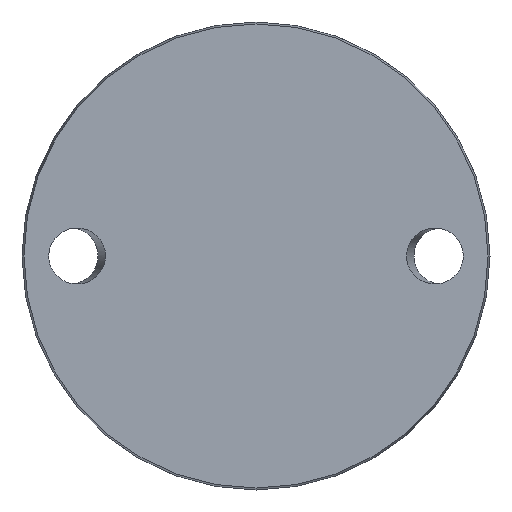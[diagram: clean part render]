
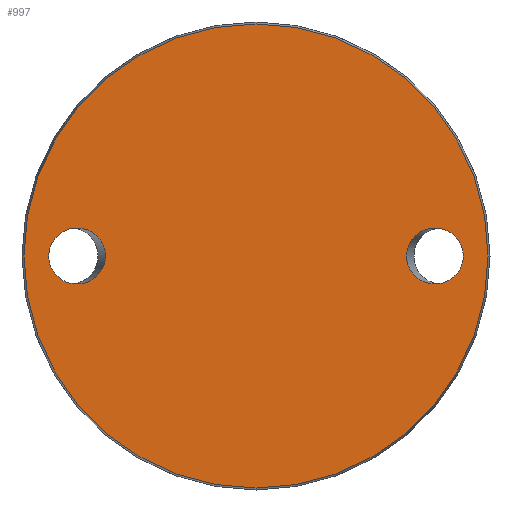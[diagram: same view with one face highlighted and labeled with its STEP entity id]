
A CAD part, front view. The second image highlights one B-rep face of the part: STEP entity #997.
In plain terms, the highlighted planar face has unit normal (0, -1, 0).
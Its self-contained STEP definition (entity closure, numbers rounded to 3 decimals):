
#17 = CARTESIAN_POINT ( 'NONE',  ( -61.115, 0., 0. ) ) ;
#94 = CARTESIAN_POINT ( 'NONE',  ( -61.115, 0., 0. ) ) ;
#97 = VERTEX_POINT ( 'NONE', #412 ) ;
#99 =( BOUNDED_CURVE ( )  B_SPLINE_CURVE ( 3, ( #922, #157, #238, #849, #618, #402, #537 ),
 .UNSPECIFIED., .T., .F. ) 
 B_SPLINE_CURVE_WITH_KNOTS ( ( 4, 3, 4 ),
 ( 0., 3.142, 6.283 ),
 .UNSPECIFIED. ) 
 CURVE ( )  GEOMETRIC_REPRESENTATION_ITEM ( )  RATIONAL_B_SPLINE_CURVE ( ( 1., 0.333, 0.333, 1., 0.333, 0.333, 1. ) ) 
 REPRESENTATION_ITEM ( '' )  );
#132 = CARTESIAN_POINT ( 'NONE',  ( 0., 0., 0. ) ) ;
#157 = CARTESIAN_POINT ( 'NONE',  ( 44.385, 0., -16.5 ) ) ;
#159 = ORIENTED_EDGE ( 'NONE', *, *, #687, .T. ) ;
#184 = CARTESIAN_POINT ( 'NONE',  ( -61.115, 0., 0. ) ) ;
#185 = EDGE_LOOP ( 'NONE', ( #159 ) ) ;
#191 = CARTESIAN_POINT ( 'NONE',  ( -68.425, 0., 0. ) ) ;
#238 = CARTESIAN_POINT ( 'NONE',  ( 61.115, 0., -16.5 ) ) ;
#248 = VERTEX_POINT ( 'NONE', #17 ) ;
#253 = VERTEX_POINT ( 'NONE', #867 ) ;
#265 = CARTESIAN_POINT ( 'NONE',  ( -44.385, 0., -16.5 ) ) ;
#274 = CARTESIAN_POINT ( 'NONE',  ( -44.385, 0., 16.5 ) ) ;
#349 = PLANE ( 'NONE',  #946 ) ;
#372 = DIRECTION ( 'NONE',  ( 0., -1., 0. ) ) ;
#377 =( BOUNDED_CURVE ( )  B_SPLINE_CURVE ( 3, ( #184, #959, #274, #793, #265, #735, #94 ),
 .UNSPECIFIED., .T., .T. ) 
 B_SPLINE_CURVE_WITH_KNOTS ( ( 4, 3, 4 ),
 ( 0., 3.142, 6.283 ),
 .UNSPECIFIED. ) 
 CURVE ( )  GEOMETRIC_REPRESENTATION_ITEM ( )  RATIONAL_B_SPLINE_CURVE ( ( 1., 0.333, 0.333, 1., 0.333, 0.333, 1. ) ) 
 REPRESENTATION_ITEM ( '' )  );
#402 = CARTESIAN_POINT ( 'NONE',  ( 44.385, 0., 16.5 ) ) ;
#412 = CARTESIAN_POINT ( 'NONE',  ( 44.385, 0., 0. ) ) ;
#421 = FACE_BOUND ( 'NONE', #819, .T. ) ;
#458 = DIRECTION ( 'NONE',  ( 0., 0., -1. ) ) ;
#489 = CIRCLE ( 'NONE', #685, 68.425 ) ;
#494 = EDGE_CURVE ( 'NONE', #248, #248, #377, .T. ) ;
#537 = CARTESIAN_POINT ( 'NONE',  ( 44.385, 0., 0. ) ) ;
#579 = DIRECTION ( 'NONE',  ( 0., 0., 1. ) ) ;
#591 = ORIENTED_EDGE ( 'NONE', *, *, #494, .T. ) ;
#618 = CARTESIAN_POINT ( 'NONE',  ( 61.115, 0., 16.5 ) ) ;
#643 = ORIENTED_EDGE ( 'NONE', *, *, #825, .F. ) ;
#653 = DIRECTION ( 'NONE',  ( 0., 1., 0. ) ) ;
#685 = AXIS2_PLACEMENT_3D ( 'NONE', #132, #372, #458 ) ;
#687 = EDGE_CURVE ( 'NONE', #253, #253, #489, .T. ) ;
#711 = FACE_BOUND ( 'NONE', #722, .T. ) ;
#722 = EDGE_LOOP ( 'NONE', ( #643 ) ) ;
#735 = CARTESIAN_POINT ( 'NONE',  ( -61.115, 0., -16.5 ) ) ;
#793 = CARTESIAN_POINT ( 'NONE',  ( -44.385, 0., 0. ) ) ;
#819 = EDGE_LOOP ( 'NONE', ( #591 ) ) ;
#825 = EDGE_CURVE ( 'NONE', #97, #97, #99, .T. ) ;
#849 = CARTESIAN_POINT ( 'NONE',  ( 61.115, 0., 0. ) ) ;
#867 = CARTESIAN_POINT ( 'NONE',  ( 0., 0., -68.425 ) ) ;
#922 = CARTESIAN_POINT ( 'NONE',  ( 44.385, 0., 0. ) ) ;
#943 = FACE_OUTER_BOUND ( 'NONE', #185, .T. ) ;
#946 = AXIS2_PLACEMENT_3D ( 'NONE', #191, #653, #579 ) ;
#959 = CARTESIAN_POINT ( 'NONE',  ( -61.115, 0., 16.5 ) ) ;
#997 = ADVANCED_FACE ( 'NONE', ( #421, #711, #943 ), #349, .F. ) ;
